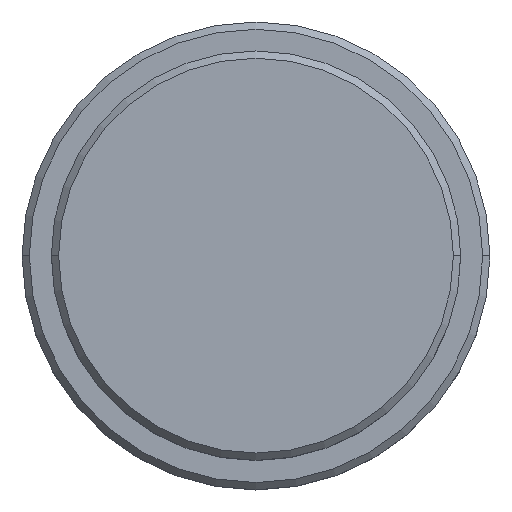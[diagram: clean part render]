
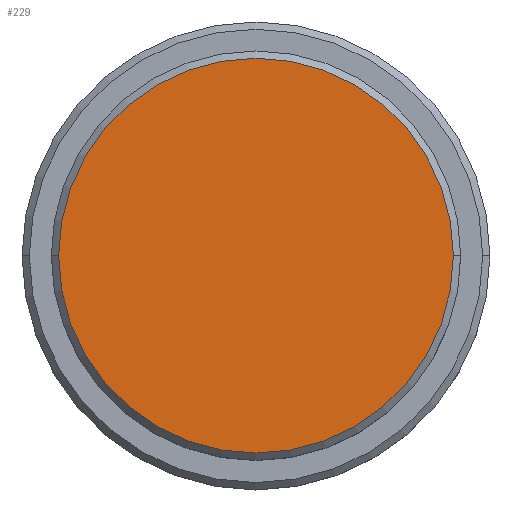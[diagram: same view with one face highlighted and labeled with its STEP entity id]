
A CAD part, top view. The second image highlights one B-rep face of the part: STEP entity #229.
In plain terms, the highlighted planar face has unit normal (0, 0, 1).
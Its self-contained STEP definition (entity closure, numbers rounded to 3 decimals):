
#54 = CARTESIAN_POINT ( 'NONE',  ( 0., 0., 0. ) ) ;
#143 = CIRCLE ( 'NONE', #894, 13.5 ) ;
#151 = DIRECTION ( 'NONE',  ( 1., 0., 0. ) ) ;
#229 = ADVANCED_FACE ( 'NONE', ( #1357 ), #397, .T. ) ;
#235 = AXIS2_PLACEMENT_3D ( 'NONE', #1125, #276, #151 ) ;
#276 = DIRECTION ( 'NONE',  ( 0., 0., 1. ) ) ;
#397 = PLANE ( 'NONE',  #235 ) ;
#408 = CARTESIAN_POINT ( 'NONE',  ( -13.5, 0., 0. ) ) ;
#503 = EDGE_CURVE ( 'NONE', #700, #711, #1305, .T. ) ;
#550 = EDGE_CURVE ( 'NONE', #711, #700, #143, .T. ) ;
#580 = DIRECTION ( 'NONE',  ( 1., 0., 0. ) ) ;
#615 = DIRECTION ( 'NONE',  ( 0., 0., 1. ) ) ;
#700 = VERTEX_POINT ( 'NONE', #408 ) ;
#711 = VERTEX_POINT ( 'NONE', #1366 ) ;
#894 = AXIS2_PLACEMENT_3D ( 'NONE', #1348, #615, #934 ) ;
#934 = DIRECTION ( 'NONE',  ( 1., 0., 0. ) ) ;
#964 = ORIENTED_EDGE ( 'NONE', *, *, #550, .T. ) ;
#1046 = EDGE_LOOP ( 'NONE', ( #1107, #964 ) ) ;
#1107 = ORIENTED_EDGE ( 'NONE', *, *, #503, .T. ) ;
#1125 = CARTESIAN_POINT ( 'NONE',  ( 0., 0., 0. ) ) ;
#1135 = DIRECTION ( 'NONE',  ( 0., 0., 1. ) ) ;
#1305 = CIRCLE ( 'NONE', #1328, 13.5 ) ;
#1328 = AXIS2_PLACEMENT_3D ( 'NONE', #54, #1135, #580 ) ;
#1348 = CARTESIAN_POINT ( 'NONE',  ( 0., 0., 0. ) ) ;
#1357 = FACE_OUTER_BOUND ( 'NONE', #1046, .T. ) ;
#1366 = CARTESIAN_POINT ( 'NONE',  ( 13.5, 0., 0. ) ) ;
